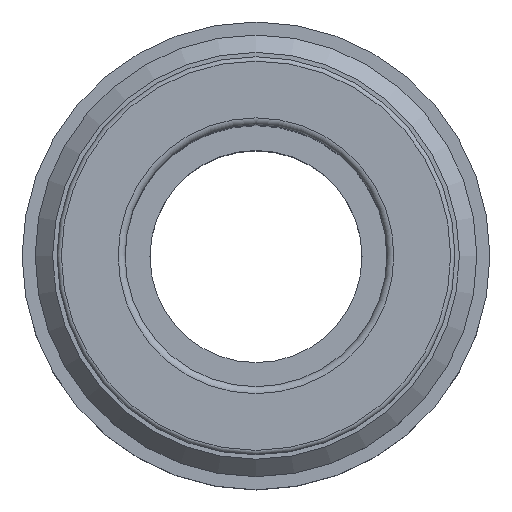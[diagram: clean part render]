
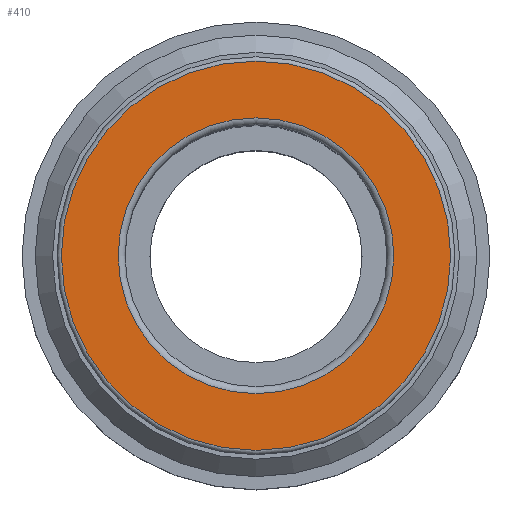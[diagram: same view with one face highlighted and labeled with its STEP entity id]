
A CAD part, top view. The second image highlights one B-rep face of the part: STEP entity #410.
In plain terms, the highlighted planar face has unit normal (0, 0, 1).
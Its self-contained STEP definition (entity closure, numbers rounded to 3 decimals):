
#51=ORIENTED_EDGE('',*,*,#129,.F.);
#52=ORIENTED_EDGE('',*,*,#130,.T.);
#129=EDGE_CURVE('',#168,#168,#207,.T.);
#130=EDGE_CURVE('',#169,#169,#208,.T.);
#168=VERTEX_POINT('',#701);
#169=VERTEX_POINT('',#703);
#207=CIRCLE('',#463,11.15);
#208=CIRCLE('',#464,7.9);
#246=EDGE_LOOP('',(#51));
#247=EDGE_LOOP('',(#52));
#324=FACE_BOUND('',#246,.T.);
#325=FACE_BOUND('',#247,.T.);
#402=PLANE('',#462);
#410=ADVANCED_FACE('',(#324,#325),#402,.F.);
#462=AXIS2_PLACEMENT_3D('',#699,#542,#543);
#463=AXIS2_PLACEMENT_3D('',#700,#544,#545);
#464=AXIS2_PLACEMENT_3D('',#702,#546,#547);
#542=DIRECTION('',(0.,0.,-1.));
#543=DIRECTION('',(-1.,0.,0.));
#544=DIRECTION('',(0.,0.,-1.));
#545=DIRECTION('',(-1.,0.,0.));
#546=DIRECTION('',(0.,0.,-1.));
#547=DIRECTION('',(0.,1.,0.));
#699=CARTESIAN_POINT('',(0.,0.,0.));
#700=CARTESIAN_POINT('',(0.,0.,0.));
#701=CARTESIAN_POINT('',(-11.15,0.,0.));
#702=CARTESIAN_POINT('',(0.,0.,0.));
#703=CARTESIAN_POINT('',(0.,7.9,0.));
